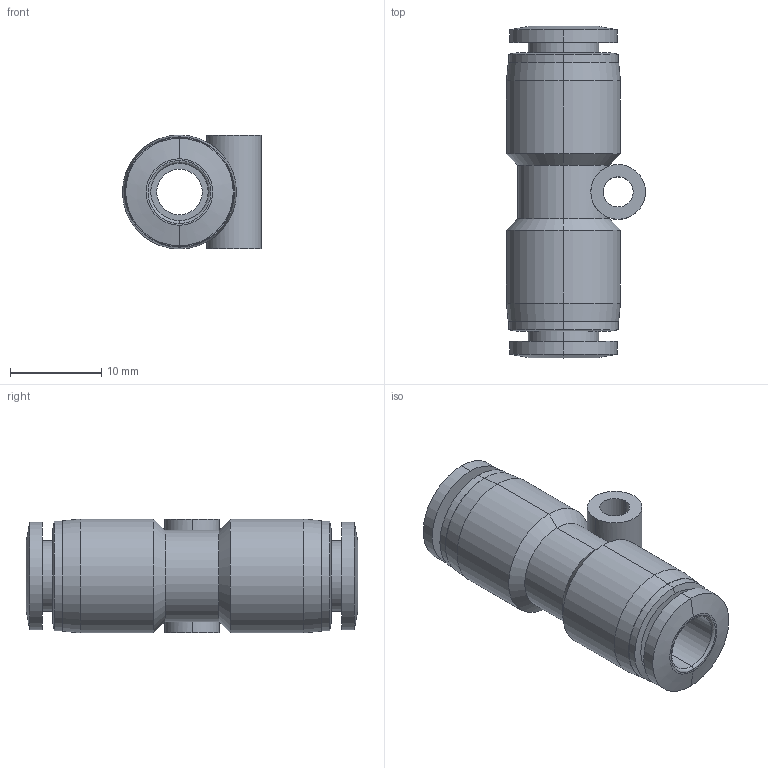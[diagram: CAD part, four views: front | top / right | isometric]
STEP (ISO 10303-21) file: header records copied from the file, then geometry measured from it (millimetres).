
FILE_DESCRIPTION (( 'STEP AP214' ), '1' );
FILE_NAME ('US6M.step', '2016-02-24T20:49:18', ( '' ), ( '' ), 'SwSTEP 2.0', 'SolidWorks 2015', '' );
FILE_SCHEMA (( 'AUTOMOTIVE_DESIGN' ));
Length unit declared in the file: inch
Products named in the file (1): US6M
Bounding box: 15.25 x 36.4 x 12.5 mm (x, y, z)
Volume: 2967.3 mm3; surface area: 2781.8 mm2
Topology: 1 solids, 1 shells, 60 faces, 123 edges, 74 vertices
Faces by surface type: cylinder 28, cone 16, plane 12, bspline 4
Entity records: 2525 total; most frequent: CARTESIAN_POINT 400, DIRECTION 303, ORIENTED_EDGE 246, AXIS2_PLACEMENT_3D 129, EDGE_CURVE 123, VERTEX_POINT 74, EDGE_LOOP 73, CIRCLE 72
